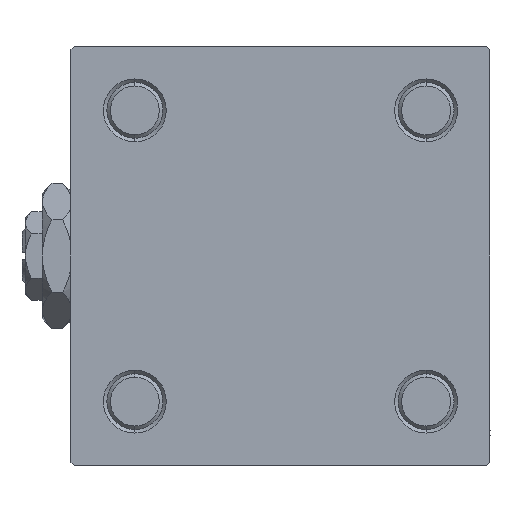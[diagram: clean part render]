
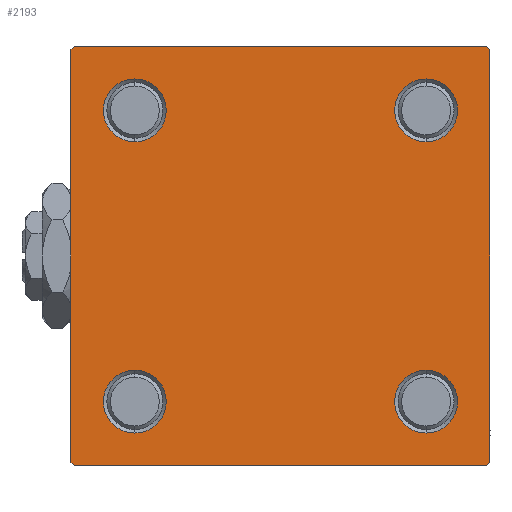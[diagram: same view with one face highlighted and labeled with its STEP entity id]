
A CAD part, left-side view. The second image highlights one B-rep face of the part: STEP entity #2193.
In plain terms, the highlighted planar face has unit normal (-1, 0, 0).
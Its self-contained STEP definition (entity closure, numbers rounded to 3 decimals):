
#71 = VECTOR ( 'NONE', #8332, 1000. ) ;
#414 = ORIENTED_EDGE ( 'NONE', *, *, #38566, .T. ) ;
#620 = EDGE_CURVE ( 'NONE', #6144, #40291, #8583, .T. ) ;
#677 = FACE_OUTER_BOUND ( 'NONE', #20911, .T. ) ;
#730 = EDGE_LOOP ( 'NONE', ( #11120, #414 ) ) ;
#811 = DIRECTION ( 'NONE',  ( 1., 0., 0. ) ) ;
#1639 = DIRECTION ( 'NONE',  ( 0., 0.707, 0.707 ) ) ;
#1729 = FACE_BOUND ( 'NONE', #730, .T. ) ;
#2193 = ADVANCED_FACE ( 'NONE', ( #9901, #1729, #25715, #33368, #677 ), #21252, .T. ) ;
#2273 = DIRECTION ( 'NONE',  ( 0., 0., 1. ) ) ;
#2402 = DIRECTION ( 'NONE',  ( 0., 0., 1. ) ) ;
#2495 = CARTESIAN_POINT ( 'NONE',  ( 0., -30., 30. ) ) ;
#2607 = DIRECTION ( 'NONE',  ( 0., -0.707, 0.707 ) ) ;
#2612 = CARTESIAN_POINT ( 'NONE',  ( 0., -30., 29.5 ) ) ;
#2980 = AXIS2_PLACEMENT_3D ( 'NONE', #34841, #6633, #11354 ) ;
#3920 = AXIS2_PLACEMENT_3D ( 'NONE', #18621, #26779, #2273 ) ;
#4204 = DIRECTION ( 'NONE',  ( 1., 0., 0. ) ) ;
#4744 = DIRECTION ( 'NONE',  ( 1., 0., 0. ) ) ;
#4814 = ORIENTED_EDGE ( 'NONE', *, *, #18355, .T. ) ;
#5027 = DIRECTION ( 'NONE',  ( 0., 0., 1. ) ) ;
#5127 = EDGE_CURVE ( 'NONE', #35576, #51712, #11683, .T. ) ;
#5326 = CARTESIAN_POINT ( 'NONE',  ( 0., -29.75, 29.75 ) ) ;
#6144 = VERTEX_POINT ( 'NONE', #7308 ) ;
#6529 = AXIS2_PLACEMENT_3D ( 'NONE', #17277, #37591, #13861 ) ;
#6610 = ORIENTED_EDGE ( 'NONE', *, *, #620, .F. ) ;
#6633 = DIRECTION ( 'NONE',  ( 1., 0., 0. ) ) ;
#7308 = CARTESIAN_POINT ( 'NONE',  ( 0., 29.5, 30. ) ) ;
#7595 = ORIENTED_EDGE ( 'NONE', *, *, #48923, .T. ) ;
#8332 = DIRECTION ( 'NONE',  ( 0., 0., -1. ) ) ;
#8583 = LINE ( 'NONE', #48922, #39306 ) ;
#9588 = AXIS2_PLACEMENT_3D ( 'NONE', #48289, #811, #5027 ) ;
#9901 = FACE_BOUND ( 'NONE', #42234, .T. ) ;
#10791 = ORIENTED_EDGE ( 'NONE', *, *, #43210, .T. ) ;
#11011 = CARTESIAN_POINT ( 'NONE',  ( 0., -29.5, 30. ) ) ;
#11043 = CIRCLE ( 'NONE', #39630, 4.5 ) ;
#11120 = ORIENTED_EDGE ( 'NONE', *, *, #5127, .T. ) ;
#11354 = DIRECTION ( 'NONE',  ( 0., 0., 1. ) ) ;
#11683 = CIRCLE ( 'NONE', #25981, 4.5 ) ;
#12108 = CIRCLE ( 'NONE', #9588, 4.5 ) ;
#12208 = EDGE_CURVE ( 'NONE', #24428, #25249, #47451, .T. ) ;
#12298 = CARTESIAN_POINT ( 'NONE',  ( 0., 30., 30. ) ) ;
#12354 = CARTESIAN_POINT ( 'NONE',  ( 0., -30., -29.5 ) ) ;
#12975 = CARTESIAN_POINT ( 'NONE',  ( 0., 20.85, -25.35 ) ) ;
#13861 = DIRECTION ( 'NONE',  ( 0., 0., 1. ) ) ;
#14025 = EDGE_CURVE ( 'NONE', #43338, #22311, #33772, .T. ) ;
#14030 = VERTEX_POINT ( 'NONE', #2612 ) ;
#14196 = EDGE_CURVE ( 'NONE', #22311, #43338, #11043, .T. ) ;
#15252 = CARTESIAN_POINT ( 'NONE',  ( 0., 20.85, 25.35 ) ) ;
#15305 = DIRECTION ( 'NONE',  ( 0., 0., 1. ) ) ;
#17277 = CARTESIAN_POINT ( 'NONE',  ( 0., 0., 0. ) ) ;
#17284 = VERTEX_POINT ( 'NONE', #12975 ) ;
#17716 = ORIENTED_EDGE ( 'NONE', *, *, #45142, .T. ) ;
#18017 = VECTOR ( 'NONE', #31235, 1000. ) ;
#18252 = EDGE_LOOP ( 'NONE', ( #10791, #7595 ) ) ;
#18355 = EDGE_CURVE ( 'NONE', #17284, #51337, #48441, .T. ) ;
#18621 = CARTESIAN_POINT ( 'NONE',  ( 0., 20.85, 20.85 ) ) ;
#19749 = CARTESIAN_POINT ( 'NONE',  ( 0., 20.85, 16.35 ) ) ;
#20290 = AXIS2_PLACEMENT_3D ( 'NONE', #22646, #27110, #26590 ) ;
#20463 = LINE ( 'NONE', #12298, #71 ) ;
#20911 = EDGE_LOOP ( 'NONE', ( #31702, #45972, #48018, #29495, #41401, #17716, #6610, #49301 ) ) ;
#21103 = CARTESIAN_POINT ( 'NONE',  ( 0., -20.85, -20.85 ) ) ;
#21188 = VERTEX_POINT ( 'NONE', #15252 ) ;
#21210 = EDGE_CURVE ( 'NONE', #21524, #46749, #47675, .T. ) ;
#21252 = PLANE ( 'NONE',  #6529 ) ;
#21524 = VERTEX_POINT ( 'NONE', #42612 ) ;
#21945 = CIRCLE ( 'NONE', #28667, 4.5 ) ;
#22311 = VERTEX_POINT ( 'NONE', #45782 ) ;
#22375 = DIRECTION ( 'NONE',  ( 0., -1., 0. ) ) ;
#22436 = DIRECTION ( 'NONE',  ( 1., 0., 0. ) ) ;
#22646 = CARTESIAN_POINT ( 'NONE',  ( 0., -20.85, 20.85 ) ) ;
#23959 = DIRECTION ( 'NONE',  ( 0., -0.707, -0.707 ) ) ;
#24428 = VERTEX_POINT ( 'NONE', #28655 ) ;
#24940 = EDGE_LOOP ( 'NONE', ( #31619, #4814 ) ) ;
#25249 = VERTEX_POINT ( 'NONE', #40797 ) ;
#25715 = FACE_BOUND ( 'NONE', #24940, .T. ) ;
#25810 = LINE ( 'NONE', #34770, #48926 ) ;
#25981 = AXIS2_PLACEMENT_3D ( 'NONE', #21103, #4744, #44840 ) ;
#26054 = CARTESIAN_POINT ( 'NONE',  ( 0., -20.85, -16.35 ) ) ;
#26590 = DIRECTION ( 'NONE',  ( 0., 0., 1. ) ) ;
#26779 = DIRECTION ( 'NONE',  ( 1., 0., 0. ) ) ;
#27007 = LINE ( 'NONE', #50505, #18017 ) ;
#27110 = DIRECTION ( 'NONE',  ( 1., 0., 0. ) ) ;
#28655 = CARTESIAN_POINT ( 'NONE',  ( 0., 30., -29.5 ) ) ;
#28667 = AXIS2_PLACEMENT_3D ( 'NONE', #30363, #22436, #2402 ) ;
#29495 = ORIENTED_EDGE ( 'NONE', *, *, #21210, .T. ) ;
#29556 = CARTESIAN_POINT ( 'NONE',  ( 0., -20.85, 25.35 ) ) ;
#30163 = EDGE_CURVE ( 'NONE', #14030, #46749, #35190, .T. ) ;
#30363 = CARTESIAN_POINT ( 'NONE',  ( 0., 20.85, -20.85 ) ) ;
#30458 = DIRECTION ( 'NONE',  ( 0., 0., -1. ) ) ;
#31235 = DIRECTION ( 'NONE',  ( 0., 0.707, -0.707 ) ) ;
#31382 = CARTESIAN_POINT ( 'NONE',  ( 0., -20.85, -20.85 ) ) ;
#31619 = ORIENTED_EDGE ( 'NONE', *, *, #33264, .T. ) ;
#31702 = ORIENTED_EDGE ( 'NONE', *, *, #34033, .T. ) ;
#33264 = EDGE_CURVE ( 'NONE', #51337, #17284, #21945, .T. ) ;
#33368 = FACE_BOUND ( 'NONE', #18252, .T. ) ;
#33772 = CIRCLE ( 'NONE', #20290, 4.5 ) ;
#34033 = EDGE_CURVE ( 'NONE', #45429, #24428, #20463, .T. ) ;
#34445 = VECTOR ( 'NONE', #30458, 1000. ) ;
#34770 = CARTESIAN_POINT ( 'NONE',  ( 0., 30., -30. ) ) ;
#34841 = CARTESIAN_POINT ( 'NONE',  ( 0., 20.85, -20.85 ) ) ;
#35190 = LINE ( 'NONE', #2495, #34445 ) ;
#35576 = VERTEX_POINT ( 'NONE', #26054 ) ;
#36336 = CARTESIAN_POINT ( 'NONE',  ( 0., -20.85, 20.85 ) ) ;
#36544 = VERTEX_POINT ( 'NONE', #19749 ) ;
#36785 = VECTOR ( 'NONE', #2607, 1000. ) ;
#37095 = VECTOR ( 'NONE', #23959, 1000. ) ;
#37155 = AXIS2_PLACEMENT_3D ( 'NONE', #31382, #4204, #15305 ) ;
#37591 = DIRECTION ( 'NONE',  ( -1., 0., 0. ) ) ;
#38566 = EDGE_CURVE ( 'NONE', #51712, #35576, #40526, .T. ) ;
#38714 = EDGE_CURVE ( 'NONE', #25249, #21524, #25810, .T. ) ;
#38727 = CARTESIAN_POINT ( 'NONE',  ( 0., -29.75, -29.75 ) ) ;
#39306 = VECTOR ( 'NONE', #49177, 1000. ) ;
#39630 = AXIS2_PLACEMENT_3D ( 'NONE', #36336, #43986, #52160 ) ;
#39781 = CARTESIAN_POINT ( 'NONE',  ( 0., 29.75, -29.75 ) ) ;
#40125 = CIRCLE ( 'NONE', #3920, 4.5 ) ;
#40291 = VERTEX_POINT ( 'NONE', #11011 ) ;
#40526 = CIRCLE ( 'NONE', #37155, 4.5 ) ;
#40797 = CARTESIAN_POINT ( 'NONE',  ( 0., 29.5, -30. ) ) ;
#40813 = VECTOR ( 'NONE', #1639, 1000. ) ;
#41401 = ORIENTED_EDGE ( 'NONE', *, *, #30163, .F. ) ;
#41446 = ORIENTED_EDGE ( 'NONE', *, *, #14025, .T. ) ;
#42234 = EDGE_LOOP ( 'NONE', ( #41446, #47580 ) ) ;
#42612 = CARTESIAN_POINT ( 'NONE',  ( 0., -29.5, -30. ) ) ;
#43070 = EDGE_CURVE ( 'NONE', #6144, #45429, #27007, .T. ) ;
#43210 = EDGE_CURVE ( 'NONE', #21188, #36544, #12108, .T. ) ;
#43338 = VERTEX_POINT ( 'NONE', #29556 ) ;
#43719 = CARTESIAN_POINT ( 'NONE',  ( 0., -20.85, -25.35 ) ) ;
#43986 = DIRECTION ( 'NONE',  ( 1., 0., 0. ) ) ;
#44840 = DIRECTION ( 'NONE',  ( 0., 0., 1. ) ) ;
#45142 = EDGE_CURVE ( 'NONE', #14030, #40291, #45689, .T. ) ;
#45429 = VERTEX_POINT ( 'NONE', #47755 ) ;
#45689 = LINE ( 'NONE', #5326, #40813 ) ;
#45782 = CARTESIAN_POINT ( 'NONE',  ( 0., -20.85, 16.35 ) ) ;
#45972 = ORIENTED_EDGE ( 'NONE', *, *, #12208, .T. ) ;
#46749 = VERTEX_POINT ( 'NONE', #12354 ) ;
#47358 = CARTESIAN_POINT ( 'NONE',  ( 0., 20.85, -16.35 ) ) ;
#47451 = LINE ( 'NONE', #39781, #37095 ) ;
#47580 = ORIENTED_EDGE ( 'NONE', *, *, #14196, .T. ) ;
#47675 = LINE ( 'NONE', #38727, #36785 ) ;
#47755 = CARTESIAN_POINT ( 'NONE',  ( 0., 30., 29.5 ) ) ;
#48018 = ORIENTED_EDGE ( 'NONE', *, *, #38714, .T. ) ;
#48289 = CARTESIAN_POINT ( 'NONE',  ( 0., 20.85, 20.85 ) ) ;
#48441 = CIRCLE ( 'NONE', #2980, 4.5 ) ;
#48922 = CARTESIAN_POINT ( 'NONE',  ( 0., 30., 30. ) ) ;
#48923 = EDGE_CURVE ( 'NONE', #36544, #21188, #40125, .T. ) ;
#48926 = VECTOR ( 'NONE', #22375, 1000. ) ;
#49177 = DIRECTION ( 'NONE',  ( 0., -1., 0. ) ) ;
#49301 = ORIENTED_EDGE ( 'NONE', *, *, #43070, .T. ) ;
#50505 = CARTESIAN_POINT ( 'NONE',  ( 0., 29.75, 29.75 ) ) ;
#51337 = VERTEX_POINT ( 'NONE', #47358 ) ;
#51712 = VERTEX_POINT ( 'NONE', #43719 ) ;
#52160 = DIRECTION ( 'NONE',  ( 0., 0., 1. ) ) ;
